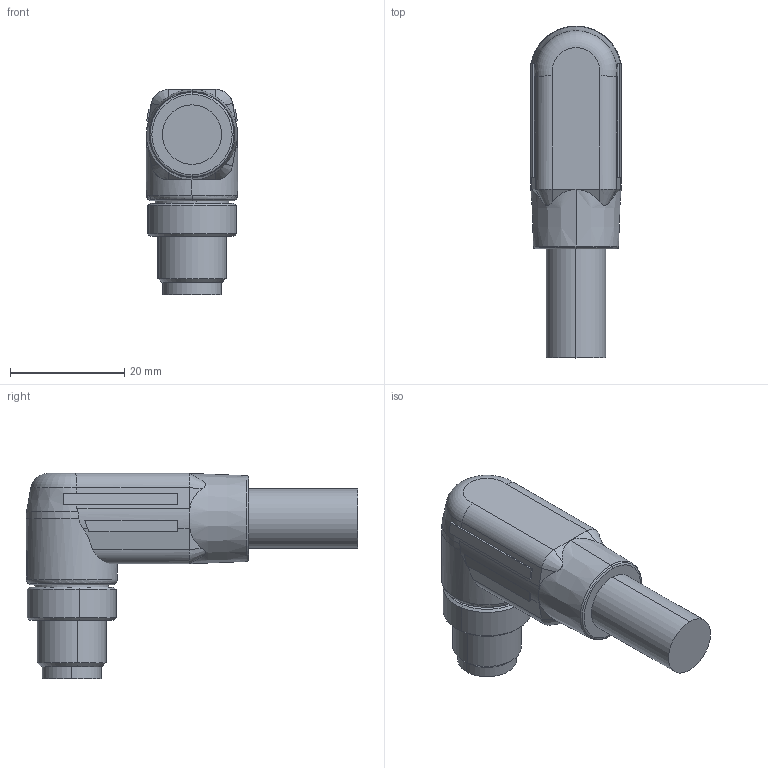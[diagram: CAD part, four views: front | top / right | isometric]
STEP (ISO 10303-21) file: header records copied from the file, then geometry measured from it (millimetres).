
FILE_DESCRIPTION((''),'2;1');
FILE_NAME('CAD-7293','2021-07-28T12:47:13',('creinig-se'),(''),'CREO PARAMETRIC BY PTC INC, 2019292','CREO PARAMETRIC BY PTC INC, 2019292','');
FILE_SCHEMA(('CONFIG_CONTROL_DESIGN','SHAPE_APPEARANCE_LAYERS_GROUPS'));
Length unit declared in the file: millimetre
Products named in the file (1): CAD-7293
Bounding box: 16 x 58.1 x 35.9 mm (x, y, z)
Volume: 12300.6 mm3; surface area: 5096.5 mm2
Topology: 1 solids, 1 shells, 432 faces, 1100 edges, 685 vertices
Faces by surface type: plane 153, cylinder 96, torus 77, bspline 60, cone 21, extrusion 21, revolution 4
Entity records: 24159 total; most frequent: CARTESIAN_POINT 7071, ORIENTED_EDGE 2176, DIRECTION 2046, PRESENTATION_STYLE_ASSIGNMENT 1397, STYLED_ITEM 1101, CURVE_STYLE 1100, EDGE_CURVE 1088, AXIS2_PLACEMENT_3D 778
